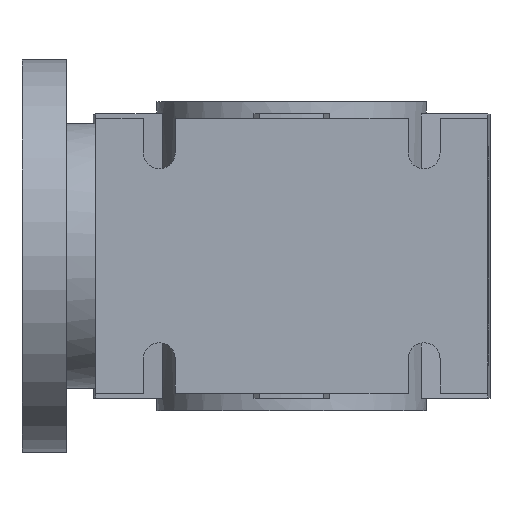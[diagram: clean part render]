
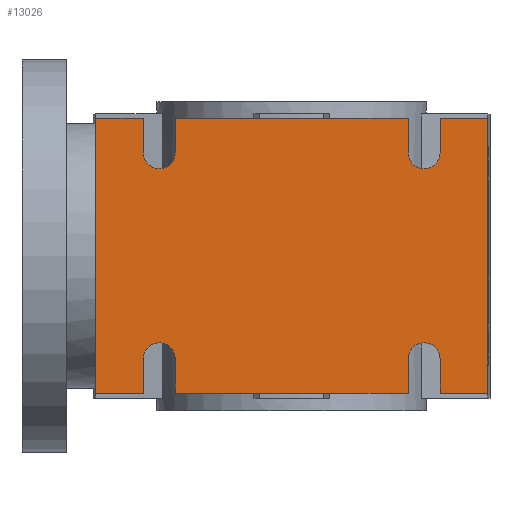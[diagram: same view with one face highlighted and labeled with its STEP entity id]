
A CAD part, top view. The second image highlights one B-rep face of the part: STEP entity #13026.
In plain terms, the highlighted planar face has unit normal (0, 0, 1).
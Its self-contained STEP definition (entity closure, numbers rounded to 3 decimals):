
#64=CIRCLE('',#13483,3.25);
#67=CIRCLE('',#13490,3.25);
#69=CIRCLE('',#13496,3.25);
#70=CIRCLE('',#13497,3.25);
#1570=FACE_OUTER_BOUND('',#2321,.T.);
#2321=EDGE_LOOP('',(#11349,#11350,#11351,#11352,#11353,#11354,#11355,#11356,
#11357,#11358,#11359,#11360,#11361,#11362,#11363,#11364,#11365,#11366,#11367,
#11368,#11369));
#3509=LINE('',#22443,#4802);
#3516=LINE('',#22471,#4809);
#3520=LINE('',#22480,#4813);
#3524=LINE('',#22489,#4817);
#3528=LINE('',#22498,#4821);
#3532=LINE('',#22507,#4825);
#3536=LINE('',#22516,#4829);
#3540=LINE('',#22525,#4833);
#3544=LINE('',#22534,#4837);
#3546=LINE('',#22540,#4839);
#3554=LINE('',#22557,#4847);
#3555=LINE('',#22559,#4848);
#3560=LINE('',#22570,#4853);
#3562=LINE('',#22573,#4855);
#3563=LINE('',#22576,#4856);
#3568=LINE('',#22590,#4861);
#3569=LINE('',#22591,#4862);
#4802=VECTOR('',#15316,10.);
#4809=VECTOR('',#15349,10.);
#4813=VECTOR('',#15355,10.);
#4817=VECTOR('',#15361,10.);
#4821=VECTOR('',#15367,10.);
#4825=VECTOR('',#15373,10.);
#4829=VECTOR('',#15379,10.);
#4833=VECTOR('',#15385,10.);
#4837=VECTOR('',#15391,10.);
#4839=VECTOR('',#15401,10.);
#4847=VECTOR('',#15413,10.);
#4848=VECTOR('',#15416,10.);
#4853=VECTOR('',#15429,10.);
#4855=VECTOR('',#15433,10.);
#4856=VECTOR('',#15436,10.);
#4861=VECTOR('',#15449,10.);
#4862=VECTOR('',#15450,10.);
#6095=VERTEX_POINT('',#22440);
#6096=VERTEX_POINT('',#22442);
#6103=VERTEX_POINT('',#22468);
#6104=VERTEX_POINT('',#22470);
#6107=VERTEX_POINT('',#22477);
#6108=VERTEX_POINT('',#22479);
#6111=VERTEX_POINT('',#22486);
#6112=VERTEX_POINT('',#22488);
#6115=VERTEX_POINT('',#22495);
#6116=VERTEX_POINT('',#22497);
#6119=VERTEX_POINT('',#22504);
#6120=VERTEX_POINT('',#22506);
#6123=VERTEX_POINT('',#22513);
#6124=VERTEX_POINT('',#22515);
#6127=VERTEX_POINT('',#22522);
#6128=VERTEX_POINT('',#22524);
#6131=VERTEX_POINT('',#22531);
#6132=VERTEX_POINT('',#22533);
#6139=VERTEX_POINT('',#22555);
#6142=VERTEX_POINT('',#22575);
#6147=VERTEX_POINT('',#22589);
#7872=EDGE_CURVE('',#6096,#6095,#3509,.T.);
#7880=EDGE_CURVE('',#6104,#6103,#3516,.T.);
#7884=EDGE_CURVE('',#6108,#6107,#3520,.T.);
#7888=EDGE_CURVE('',#6112,#6111,#3524,.T.);
#7892=EDGE_CURVE('',#6116,#6115,#3528,.T.);
#7896=EDGE_CURVE('',#6120,#6119,#3532,.T.);
#7900=EDGE_CURVE('',#6124,#6123,#3536,.T.);
#7904=EDGE_CURVE('',#6128,#6127,#3540,.T.);
#7908=EDGE_CURVE('',#6132,#6131,#3544,.T.);
#7911=EDGE_CURVE('',#6107,#6104,#64,.T.);
#7912=EDGE_CURVE('',#6120,#6095,#3546,.T.);
#7921=EDGE_CURVE('',#6139,#6111,#3554,.T.);
#7922=EDGE_CURVE('',#6116,#6123,#3555,.T.);
#7925=EDGE_CURVE('',#6119,#6124,#67,.T.);
#7929=EDGE_CURVE('',#6096,#6127,#3560,.T.);
#7931=EDGE_CURVE('',#6132,#6103,#3562,.T.);
#7932=EDGE_CURVE('',#6108,#6142,#3563,.T.);
#7938=EDGE_CURVE('',#6131,#6128,#69,.T.);
#7939=EDGE_CURVE('',#6115,#6112,#70,.T.);
#7940=EDGE_CURVE('',#6147,#6139,#3568,.T.);
#7941=EDGE_CURVE('',#6142,#6147,#3569,.T.);
#11349=ORIENTED_EDGE('',*,*,#7884,.T.);
#11350=ORIENTED_EDGE('',*,*,#7911,.T.);
#11351=ORIENTED_EDGE('',*,*,#7880,.T.);
#11352=ORIENTED_EDGE('',*,*,#7931,.F.);
#11353=ORIENTED_EDGE('',*,*,#7908,.T.);
#11354=ORIENTED_EDGE('',*,*,#7938,.T.);
#11355=ORIENTED_EDGE('',*,*,#7904,.T.);
#11356=ORIENTED_EDGE('',*,*,#7929,.F.);
#11357=ORIENTED_EDGE('',*,*,#7872,.T.);
#11358=ORIENTED_EDGE('',*,*,#7912,.F.);
#11359=ORIENTED_EDGE('',*,*,#7896,.T.);
#11360=ORIENTED_EDGE('',*,*,#7925,.T.);
#11361=ORIENTED_EDGE('',*,*,#7900,.T.);
#11362=ORIENTED_EDGE('',*,*,#7922,.F.);
#11363=ORIENTED_EDGE('',*,*,#7892,.T.);
#11364=ORIENTED_EDGE('',*,*,#7939,.T.);
#11365=ORIENTED_EDGE('',*,*,#7888,.T.);
#11366=ORIENTED_EDGE('',*,*,#7921,.F.);
#11367=ORIENTED_EDGE('',*,*,#7940,.F.);
#11368=ORIENTED_EDGE('',*,*,#7941,.F.);
#11369=ORIENTED_EDGE('',*,*,#7932,.F.);
#12367=PLANE('',#13495);
#13026=ADVANCED_FACE('',(#1570),#12367,.T.);
#13483=AXIS2_PLACEMENT_3D('',#22538,#15397,#15398);
#13490=AXIS2_PLACEMENT_3D('',#22563,#15422,#15423);
#13495=AXIS2_PLACEMENT_3D('',#22586,#15443,#15444);
#13496=AXIS2_PLACEMENT_3D('',#22587,#15445,#15446);
#13497=AXIS2_PLACEMENT_3D('',#22588,#15447,#15448);
#15316=DIRECTION('',(0.,1.,0.));
#15349=DIRECTION('',(0.,-1.,0.));
#15355=DIRECTION('',(0.,1.,0.));
#15361=DIRECTION('',(0.,1.,0.));
#15367=DIRECTION('',(0.,-1.,0.));
#15373=DIRECTION('',(0.,-1.,0.));
#15379=DIRECTION('',(0.,1.,0.));
#15385=DIRECTION('',(0.,-1.,0.));
#15391=DIRECTION('',(0.,1.,0.));
#15397=DIRECTION('center_axis',(0.,0.,-1.));
#15398=DIRECTION('ref_axis',(1.,0.,0.));
#15401=DIRECTION('',(1.,0.,0.));
#15413=DIRECTION('',(1.,0.,0.));
#15416=DIRECTION('',(1.,0.,0.));
#15422=DIRECTION('center_axis',(0.,0.,-1.));
#15423=DIRECTION('ref_axis',(1.,0.,0.));
#15429=DIRECTION('',(-1.,0.,0.));
#15433=DIRECTION('',(-1.,0.,0.));
#15436=DIRECTION('',(-1.,0.,0.));
#15443=DIRECTION('center_axis',(0.,0.,1.));
#15444=DIRECTION('ref_axis',(1.,0.,0.));
#15445=DIRECTION('center_axis',(0.,0.,-1.));
#15446=DIRECTION('ref_axis',(1.,0.,0.));
#15447=DIRECTION('center_axis',(0.,0.,-1.));
#15448=DIRECTION('ref_axis',(1.,0.,0.));
#15449=DIRECTION('',(0.,1.,0.));
#15450=DIRECTION('',(0.,1.,0.));
#22440=CARTESIAN_POINT('',(40.,28.,57.));
#22442=CARTESIAN_POINT('',(40.,-28.,57.));
#22443=CARTESIAN_POINT('',(40.,0.,57.));
#22468=CARTESIAN_POINT('',(-23.75,-28.,57.));
#22470=CARTESIAN_POINT('',(-23.75,-21.,57.));
#22471=CARTESIAN_POINT('',(-23.75,-10.5,57.));
#22477=CARTESIAN_POINT('',(-30.25,-21.,57.));
#22479=CARTESIAN_POINT('',(-30.25,-28.,57.));
#22480=CARTESIAN_POINT('',(-30.25,-14.,57.));
#22486=CARTESIAN_POINT('',(-30.25,28.,57.));
#22488=CARTESIAN_POINT('',(-30.25,21.,57.));
#22489=CARTESIAN_POINT('',(-30.25,10.5,57.));
#22495=CARTESIAN_POINT('',(-23.75,21.,57.));
#22497=CARTESIAN_POINT('',(-23.75,28.,57.));
#22498=CARTESIAN_POINT('',(-23.75,14.,57.));
#22504=CARTESIAN_POINT('',(30.25,21.,57.));
#22506=CARTESIAN_POINT('',(30.25,28.,57.));
#22507=CARTESIAN_POINT('',(30.25,14.,57.));
#22513=CARTESIAN_POINT('',(23.75,28.,57.));
#22515=CARTESIAN_POINT('',(23.75,21.,57.));
#22516=CARTESIAN_POINT('',(23.75,10.5,57.));
#22522=CARTESIAN_POINT('',(30.25,-28.,57.));
#22524=CARTESIAN_POINT('',(30.25,-21.,57.));
#22525=CARTESIAN_POINT('',(30.25,-10.5,57.));
#22531=CARTESIAN_POINT('',(23.75,-21.,57.));
#22533=CARTESIAN_POINT('',(23.75,-28.,57.));
#22534=CARTESIAN_POINT('',(23.75,-14.,57.));
#22538=CARTESIAN_POINT('Origin',(-27.,-21.,57.));
#22540=CARTESIAN_POINT('',(-40.,28.,57.));
#22555=CARTESIAN_POINT('',(-40.,28.,57.));
#22557=CARTESIAN_POINT('',(-40.,28.,57.));
#22559=CARTESIAN_POINT('',(-40.,28.,57.));
#22563=CARTESIAN_POINT('Origin',(27.,21.,57.));
#22570=CARTESIAN_POINT('',(-40.,-28.,57.));
#22573=CARTESIAN_POINT('',(-40.,-28.,57.));
#22575=CARTESIAN_POINT('',(-40.,-28.,57.));
#22576=CARTESIAN_POINT('',(-40.,-28.,57.));
#22586=CARTESIAN_POINT('Origin',(-40.,0.,57.));
#22587=CARTESIAN_POINT('Origin',(27.,-21.,57.));
#22588=CARTESIAN_POINT('Origin',(-27.,21.,57.));
#22589=CARTESIAN_POINT('',(-40.,0.,57.));
#22590=CARTESIAN_POINT('',(-40.,0.,57.));
#22591=CARTESIAN_POINT('',(-40.,0.,57.));
